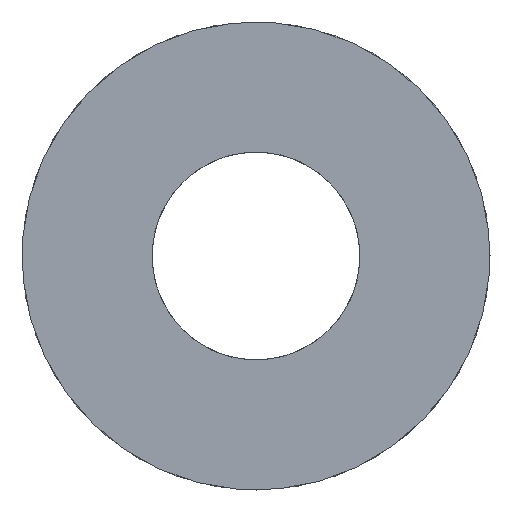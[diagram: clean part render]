
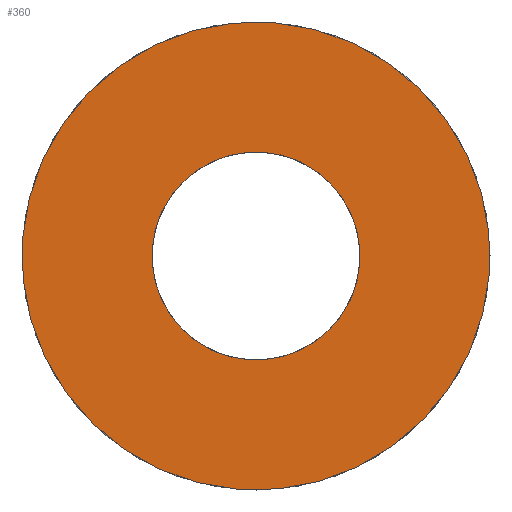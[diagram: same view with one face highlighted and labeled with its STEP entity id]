
A CAD part, front view. The second image highlights one B-rep face of the part: STEP entity #360.
In plain terms, the highlighted face is planar.
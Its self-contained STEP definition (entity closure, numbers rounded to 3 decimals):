
#71 = DIRECTION ( 'NONE',  ( 0., 1., 0. ) ) ;
#79 = CARTESIAN_POINT ( 'NONE',  ( 0., 1.4, -2. ) ) ;
#80 = ORIENTED_EDGE ( 'NONE', *, *, #1733, .T. ) ;
#95 = EDGE_LOOP ( 'NONE', ( #608, #1025 ) ) ;
#102 = CARTESIAN_POINT ( 'NONE',  ( 0., 1.4, 2. ) ) ;
#163 = DIRECTION ( 'NONE',  ( 0., 0., 1. ) ) ;
#250 = AXIS2_PLACEMENT_3D ( 'NONE', #738, #71, #830 ) ;
#360 = ADVANCED_FACE ( 'NONE', ( #801, #556 ), #529, .T. ) ;
#378 = DIRECTION ( 'NONE',  ( 0., 0., 1. ) ) ;
#413 = CARTESIAN_POINT ( 'NONE',  ( 0., 1.4, 0. ) ) ;
#465 = AXIS2_PLACEMENT_3D ( 'NONE', #1247, #1674, #163 ) ;
#529 = PLANE ( 'NONE',  #1469 ) ;
#535 = DIRECTION ( 'NONE',  ( 0., 0., 1. ) ) ;
#551 = CARTESIAN_POINT ( 'NONE',  ( 0., 1.4, 0. ) ) ;
#556 = FACE_BOUND ( 'NONE', #95, .T. ) ;
#608 = ORIENTED_EDGE ( 'NONE', *, *, #1205, .F. ) ;
#624 = AXIS2_PLACEMENT_3D ( 'NONE', #551, #1313, #535 ) ;
#738 = CARTESIAN_POINT ( 'NONE',  ( 0., 1.4, 0. ) ) ;
#777 = CARTESIAN_POINT ( 'NONE',  ( 0., 1.4, 0. ) ) ;
#801 = FACE_OUTER_BOUND ( 'NONE', #1719, .T. ) ;
#826 = VERTEX_POINT ( 'NONE', #79 ) ;
#830 = DIRECTION ( 'NONE',  ( 0., 0., 1. ) ) ;
#841 = CIRCLE ( 'NONE', #1213, 4.5 ) ;
#890 = VERTEX_POINT ( 'NONE', #102 ) ;
#1008 = CARTESIAN_POINT ( 'NONE',  ( 0., 1.4, -4.5 ) ) ;
#1025 = ORIENTED_EDGE ( 'NONE', *, *, #1458, .F. ) ;
#1137 = CIRCLE ( 'NONE', #465, 4.5 ) ;
#1173 = DIRECTION ( 'NONE',  ( 0., 1., 0. ) ) ;
#1202 = DIRECTION ( 'NONE',  ( 0., 0., 1. ) ) ;
#1205 = EDGE_CURVE ( 'NONE', #826, #890, #1386, .T. ) ;
#1213 = AXIS2_PLACEMENT_3D ( 'NONE', #777, #1173, #378 ) ;
#1247 = CARTESIAN_POINT ( 'NONE',  ( 0., 1.4, 0. ) ) ;
#1280 = CIRCLE ( 'NONE', #624, 2. ) ;
#1313 = DIRECTION ( 'NONE',  ( 0., 1., 0. ) ) ;
#1386 = CIRCLE ( 'NONE', #250, 2. ) ;
#1387 = ORIENTED_EDGE ( 'NONE', *, *, #1618, .T. ) ;
#1458 = EDGE_CURVE ( 'NONE', #890, #826, #1280, .T. ) ;
#1469 = AXIS2_PLACEMENT_3D ( 'NONE', #413, #1638, #1202 ) ;
#1540 = VERTEX_POINT ( 'NONE', #1008 ) ;
#1618 = EDGE_CURVE ( 'NONE', #1540, #1654, #1137, .T. ) ;
#1638 = DIRECTION ( 'NONE',  ( 0., 1., 0. ) ) ;
#1654 = VERTEX_POINT ( 'NONE', #1661 ) ;
#1661 = CARTESIAN_POINT ( 'NONE',  ( 0., 1.4, 4.5 ) ) ;
#1674 = DIRECTION ( 'NONE',  ( 0., 1., 0. ) ) ;
#1719 = EDGE_LOOP ( 'NONE', ( #1387, #80 ) ) ;
#1733 = EDGE_CURVE ( 'NONE', #1654, #1540, #841, .T. ) ;
